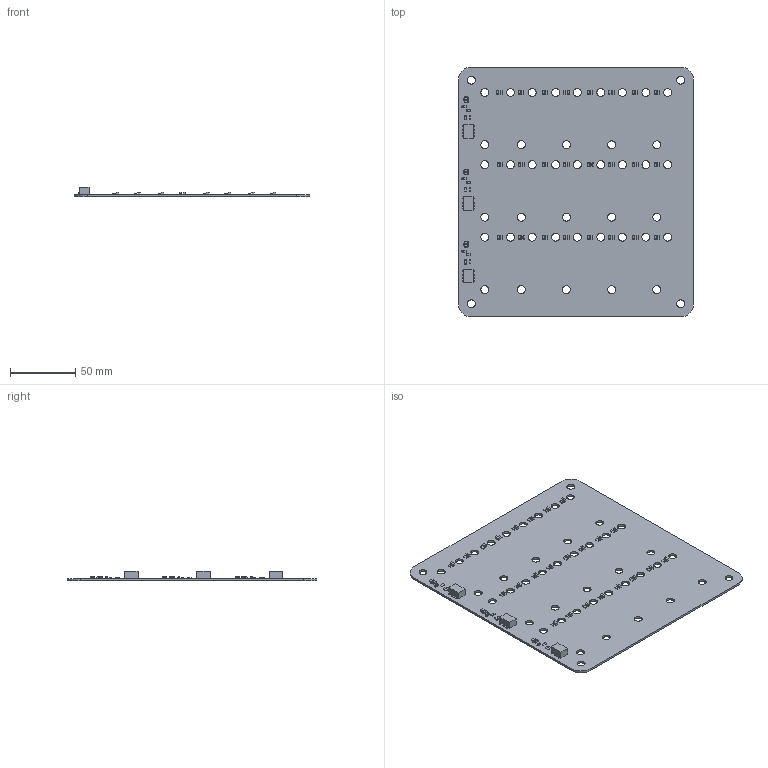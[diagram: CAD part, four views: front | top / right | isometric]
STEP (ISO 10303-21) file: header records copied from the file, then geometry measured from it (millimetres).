
FILE_DESCRIPTION(('KiCad electronic assembly'),'2;1');
FILE_NAME('RelayControls-HPK.step','2021-07-24T22:29:32',('An Author'),( 'A Company'),'Open CASCADE STEP processor 6.9', 'KiCad to STEP converter','Unknown');
FILE_SCHEMA(('AUTOMOTIVE_DESIGN { 1 0 10303 214 1 1 1 1 }'));
Length unit declared in the file: millimetre
Products named in the file (12): Open CASCADE STEP translator 6.9 1; C_1206_3216Metric; SOLID; D_SOD-123; AGQ200A24Z; COMPOUND; SOT-89-3; R_1206_3216Metric
Assembly tree (69 placements, depth 3):
  Open CASCADE STEP translator 6.9 1
    C_1206_3216Metric  x24
      SOLID
    D_SOD-123  x3
      SOLID
    AGQ200A24Z  x3
      COMPOUND
    SOT-89-3  x3
      SOLID
    R_1206_3216Metric  x30
      SOLID
    COMPOUND
Bounding box: 180 x 191 x 7.15 mm (x, y, z)
Volume: 54280.7 mm3; surface area: 70888.8 mm2
Topology: 88 solids, 88 shells, 2006 faces, 5082 edges, 3306 vertices
Faces by surface type: plane 1317, cylinder 611, bspline 78
Full cylindrical faces by diameter (mm): 0.7 x3, 0.8 x6, 6.1 x46
Entity records: 19463 total; most frequent: CARTESIAN_POINT 3224, DIRECTION 2805, LINE 1676, VECTOR 1676, ORIENTED_EDGE 1396, PCURVE 1396, DEFINITIONAL_REPRESENTATION 1396, EDGE_CURVE 698
